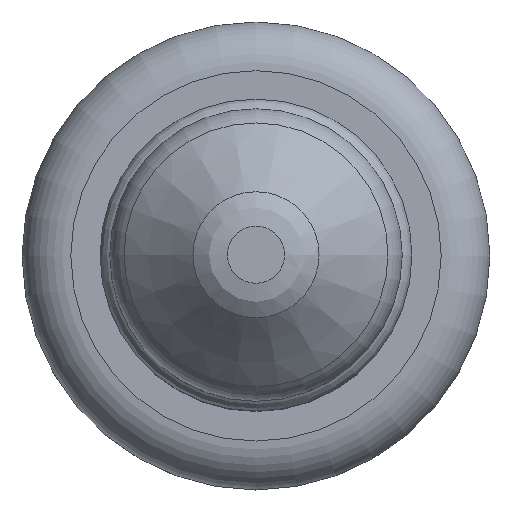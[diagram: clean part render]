
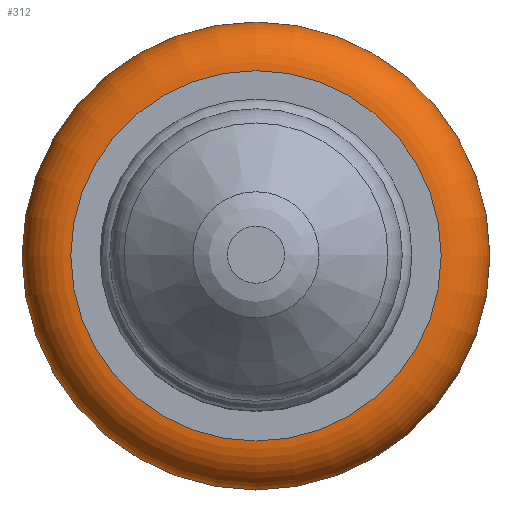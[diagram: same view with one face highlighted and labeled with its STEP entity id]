
A CAD part, top view. The second image highlights one B-rep face of the part: STEP entity #312.
In plain terms, the highlighted toroidal (fillet/blend) face has major radius 1.9 mm and minor radius 0.5 mm.
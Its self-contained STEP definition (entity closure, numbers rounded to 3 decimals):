
#27=TOROIDAL_SURFACE('',#355,1.9,0.5);
#59=FACE_OUTER_BOUND('',#79,.T.);
#79=EDGE_LOOP('',(#232,#233,#234,#235));
#103=CIRCLE('',#354,2.4);
#104=CIRCLE('',#356,1.9);
#105=CIRCLE('',#357,0.5);
#140=VERTEX_POINT('',#576);
#141=VERTEX_POINT('',#580);
#173=EDGE_CURVE('',#140,#140,#103,.T.);
#175=EDGE_CURVE('',#141,#141,#104,.T.);
#176=EDGE_CURVE('',#141,#140,#105,.T.);
#232=ORIENTED_EDGE('',*,*,#175,.T.);
#233=ORIENTED_EDGE('',*,*,#176,.T.);
#234=ORIENTED_EDGE('',*,*,#173,.T.);
#235=ORIENTED_EDGE('',*,*,#176,.F.);
#312=ADVANCED_FACE('',(#59),#27,.T.);
#354=AXIS2_PLACEMENT_3D('',#577,#429,#430);
#355=AXIS2_PLACEMENT_3D('',#579,#432,#433);
#356=AXIS2_PLACEMENT_3D('',#581,#434,#435);
#357=AXIS2_PLACEMENT_3D('',#582,#436,#437);
#429=DIRECTION('center_axis',(0.,0.,
1.));
#430=DIRECTION('ref_axis',(1.,0.,0.));
#432=DIRECTION('center_axis',(0.,0.,
1.));
#433=DIRECTION('ref_axis',(1.,0.,0.));
#434=DIRECTION('center_axis',(0.,0.,
-1.));
#435=DIRECTION('ref_axis',(1.,0.,0.));
#436=DIRECTION('center_axis',(0.,-1.,0.));
#437=DIRECTION('ref_axis',(-1.,0.,0.));
#576=CARTESIAN_POINT('',(-2.4,0.,2.8));
#577=CARTESIAN_POINT('Origin',(0.,0.,2.8));
#579=CARTESIAN_POINT('Origin',(0.,0.,2.8));
#580=CARTESIAN_POINT('',(-1.9,0.,3.3));
#581=CARTESIAN_POINT('Origin',(0.,0.,3.3));
#582=CARTESIAN_POINT('Origin',(-1.9,0.,2.8));
